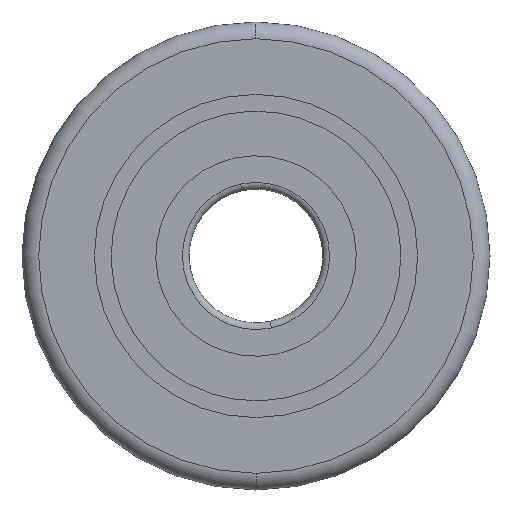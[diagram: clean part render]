
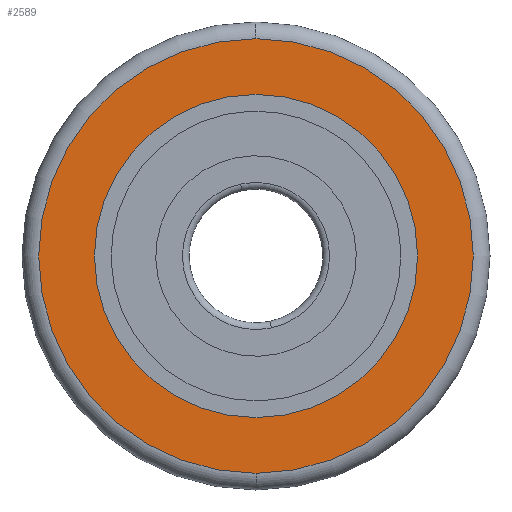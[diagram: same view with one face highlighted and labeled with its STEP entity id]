
A CAD part, left-side view. The second image highlights one B-rep face of the part: STEP entity #2589.
In plain terms, the highlighted planar face has unit normal (-1, 0, 0).
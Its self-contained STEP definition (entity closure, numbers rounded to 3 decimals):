
#42 = VERTEX_POINT ( 'NONE', #2693 ) ;
#44 = CIRCLE ( 'NONE', #1243, 19.5 ) ;
#76 = CARTESIAN_POINT ( 'NONE',  ( -7.25, 14.5, 0. ) ) ;
#87 = DIRECTION ( 'NONE',  ( 1., 0., 0. ) ) ;
#92 = AXIS2_PLACEMENT_3D ( 'NONE', #76, #87, #2527 ) ;
#115 = DIRECTION ( 'NONE',  ( 0., 0., 1. ) ) ;
#136 = EDGE_CURVE ( 'NONE', #1467, #692, #743, .T. ) ;
#257 = FACE_BOUND ( 'NONE', #2655, .T. ) ;
#296 = ORIENTED_EDGE ( 'NONE', *, *, #2758, .T. ) ;
#311 = CARTESIAN_POINT ( 'NONE',  ( -7.25, 0., -19.5 ) ) ;
#336 = CARTESIAN_POINT ( 'NONE',  ( -7.25, 0., 0. ) ) ;
#423 = CIRCLE ( 'NONE', #2593, 14.5 ) ;
#469 = ORIENTED_EDGE ( 'NONE', *, *, #136, .T. ) ;
#493 = FACE_OUTER_BOUND ( 'NONE', #1191, .T. ) ;
#692 = VERTEX_POINT ( 'NONE', #311 ) ;
#743 = CIRCLE ( 'NONE', #1435, 19.5 ) ;
#915 = CARTESIAN_POINT ( 'NONE',  ( -7.25, 0., 0. ) ) ;
#1006 = DIRECTION ( 'NONE',  ( -1., 0., 0. ) ) ;
#1071 = DIRECTION ( 'NONE',  ( 0., 0., -1. ) ) ;
#1140 = DIRECTION ( 'NONE',  ( 0., 0., 1. ) ) ;
#1191 = EDGE_LOOP ( 'NONE', ( #296, #469 ) ) ;
#1204 = CARTESIAN_POINT ( 'NONE',  ( -7.25, 0., -14.5 ) ) ;
#1243 = AXIS2_PLACEMENT_3D ( 'NONE', #1468, #1525, #1071 ) ;
#1327 = DIRECTION ( 'NONE',  ( -1., 0., 0. ) ) ;
#1418 = DIRECTION ( 'NONE',  ( -1., 0., 0. ) ) ;
#1435 = AXIS2_PLACEMENT_3D ( 'NONE', #2097, #1006, #1475 ) ;
#1467 = VERTEX_POINT ( 'NONE', #2698 ) ;
#1468 = CARTESIAN_POINT ( 'NONE',  ( -7.25, 0., 0. ) ) ;
#1475 = DIRECTION ( 'NONE',  ( 0., 0., -1. ) ) ;
#1525 = DIRECTION ( 'NONE',  ( -1., 0., 0. ) ) ;
#1527 = CIRCLE ( 'NONE', #1885, 14.5 ) ;
#1531 = EDGE_CURVE ( 'NONE', #2347, #42, #423, .T. ) ;
#1885 = AXIS2_PLACEMENT_3D ( 'NONE', #336, #1418, #115 ) ;
#1948 = EDGE_CURVE ( 'NONE', #42, #2347, #1527, .T. ) ;
#2012 = PLANE ( 'NONE',  #92 ) ;
#2097 = CARTESIAN_POINT ( 'NONE',  ( -7.25, 0., 0. ) ) ;
#2347 = VERTEX_POINT ( 'NONE', #1204 ) ;
#2469 = ORIENTED_EDGE ( 'NONE', *, *, #1948, .F. ) ;
#2527 = DIRECTION ( 'NONE',  ( 0., 0., -1. ) ) ;
#2589 = ADVANCED_FACE ( 'NONE', ( #493, #257 ), #2012, .F. ) ;
#2593 = AXIS2_PLACEMENT_3D ( 'NONE', #915, #1327, #1140 ) ;
#2655 = EDGE_LOOP ( 'NONE', ( #2469, #2848 ) ) ;
#2693 = CARTESIAN_POINT ( 'NONE',  ( -7.25, 0., 14.5 ) ) ;
#2698 = CARTESIAN_POINT ( 'NONE',  ( -7.25, 0., 19.5 ) ) ;
#2758 = EDGE_CURVE ( 'NONE', #692, #1467, #44, .T. ) ;
#2848 = ORIENTED_EDGE ( 'NONE', *, *, #1531, .F. ) ;
